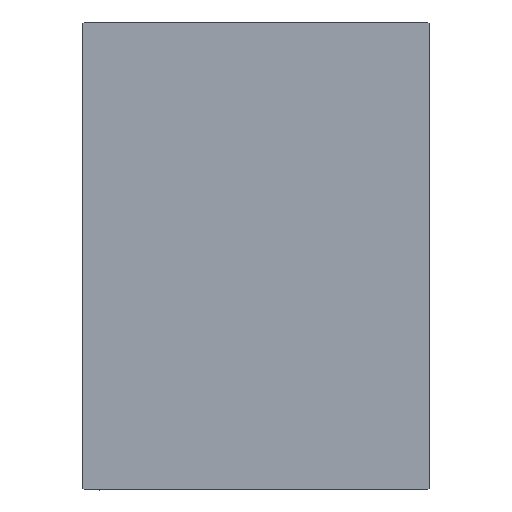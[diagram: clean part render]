
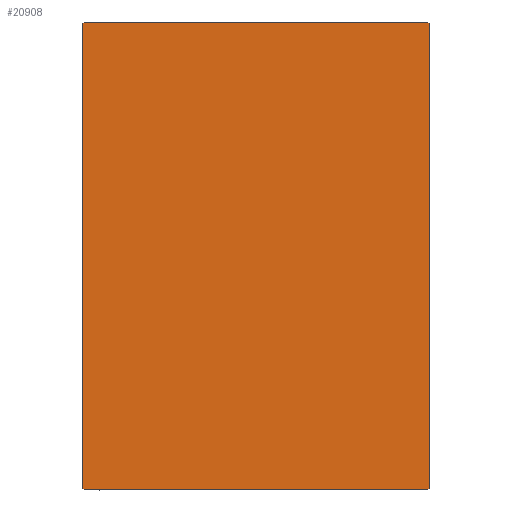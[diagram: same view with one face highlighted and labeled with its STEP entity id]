
A CAD part, left-side view. The second image highlights one B-rep face of the part: STEP entity #20908.
In plain terms, the highlighted face is planar.
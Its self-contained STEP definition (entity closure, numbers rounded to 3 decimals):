
#261 = DIRECTION ( 'NONE',  ( 0., 0.707, -0.707 ) ) ;
#440 = ORIENTED_EDGE ( 'NONE', *, *, #16412, .T. ) ;
#481 = CARTESIAN_POINT ( 'NONE',  ( 88., -36.85, -36.85 ) ) ;
#1272 = VECTOR ( 'NONE', #10290, 1000. ) ;
#1416 = AXIS2_PLACEMENT_3D ( 'NONE', #39167, #22040, #18785 ) ;
#2826 = CARTESIAN_POINT ( 'NONE',  ( 88., 31.2, 42.5 ) ) ;
#3276 = CARTESIAN_POINT ( 'NONE',  ( 88., 36.85, 36.85 ) ) ;
#3333 = VECTOR ( 'NONE', #19654, 1000. ) ;
#3446 = ORIENTED_EDGE ( 'NONE', *, *, #17928, .T. ) ;
#3914 = ORIENTED_EDGE ( 'NONE', *, *, #8271, .T. ) ;
#4022 = LINE ( 'NONE', #30485, #3333 ) ;
#6128 = DIRECTION ( 'NONE',  ( 0., 0., -1. ) ) ;
#7240 = CARTESIAN_POINT ( 'NONE',  ( 88., 31.2, -42.5 ) ) ;
#7624 = VERTEX_POINT ( 'NONE', #2826 ) ;
#8271 = EDGE_CURVE ( 'NONE', #7624, #13423, #9228, .T. ) ;
#8457 = EDGE_CURVE ( 'NONE', #25983, #13822, #4022, .T. ) ;
#8786 = FACE_OUTER_BOUND ( 'NONE', #41000, .T. ) ;
#9228 = LINE ( 'NONE', #32680, #40039 ) ;
#10150 = CARTESIAN_POINT ( 'NONE',  ( 88., 31.5, 42.2 ) ) ;
#10290 = DIRECTION ( 'NONE',  ( 0., 0.707, 0.707 ) ) ;
#11162 = VECTOR ( 'NONE', #261, 1000. ) ;
#12050 = EDGE_CURVE ( 'NONE', #40327, #25983, #36717, .T. ) ;
#13423 = VERTEX_POINT ( 'NONE', #15991 ) ;
#13822 = VERTEX_POINT ( 'NONE', #7240 ) ;
#14238 = DIRECTION ( 'NONE',  ( 0., 0., 1. ) ) ;
#15603 = VERTEX_POINT ( 'NONE', #34817 ) ;
#15991 = CARTESIAN_POINT ( 'NONE',  ( 88., -31.2, 42.5 ) ) ;
#16412 = EDGE_CURVE ( 'NONE', #15603, #38643, #17271, .T. ) ;
#16805 = EDGE_CURVE ( 'NONE', #24469, #40327, #42364, .T. ) ;
#17137 = ORIENTED_EDGE ( 'NONE', *, *, #23426, .T. ) ;
#17271 = LINE ( 'NONE', #26828, #32287 ) ;
#17599 = CARTESIAN_POINT ( 'NONE',  ( 88., -31.5, -42.2 ) ) ;
#17928 = EDGE_CURVE ( 'NONE', #13822, #15603, #36563, .T. ) ;
#18785 = DIRECTION ( 'NONE',  ( 0., 0., -1. ) ) ;
#19654 = DIRECTION ( 'NONE',  ( 0., 1., 0. ) ) ;
#20908 = ADVANCED_FACE ( 'NONE', ( #8786 ), #25924, .T. ) ;
#22040 = DIRECTION ( 'NONE',  ( 1., 0., 0. ) ) ;
#22480 = DIRECTION ( 'NONE',  ( 0., -1., 0. ) ) ;
#22618 = CARTESIAN_POINT ( 'NONE',  ( 88., -31.5, 42.5 ) ) ;
#23328 = CARTESIAN_POINT ( 'NONE',  ( 88., 36.85, -36.85 ) ) ;
#23426 = EDGE_CURVE ( 'NONE', #38643, #7624, #26705, .T. ) ;
#24469 = VERTEX_POINT ( 'NONE', #24947 ) ;
#24712 = ORIENTED_EDGE ( 'NONE', *, *, #31054, .T. ) ;
#24947 = CARTESIAN_POINT ( 'NONE',  ( 88., -31.5, 42.2 ) ) ;
#25924 = PLANE ( 'NONE',  #1416 ) ;
#25983 = VERTEX_POINT ( 'NONE', #40510 ) ;
#26705 = LINE ( 'NONE', #3276, #29874 ) ;
#26828 = CARTESIAN_POINT ( 'NONE',  ( 88., 31.5, -42.5 ) ) ;
#27537 = ORIENTED_EDGE ( 'NONE', *, *, #12050, .T. ) ;
#28413 = ORIENTED_EDGE ( 'NONE', *, *, #8457, .T. ) ;
#29248 = ORIENTED_EDGE ( 'NONE', *, *, #16805, .T. ) ;
#29874 = VECTOR ( 'NONE', #36481, 1000. ) ;
#30485 = CARTESIAN_POINT ( 'NONE',  ( 88., -31.5, -42.5 ) ) ;
#31054 = EDGE_CURVE ( 'NONE', #13423, #24469, #31755, .T. ) ;
#31755 = LINE ( 'NONE', #38476, #36419 ) ;
#32287 = VECTOR ( 'NONE', #14238, 1000. ) ;
#32680 = CARTESIAN_POINT ( 'NONE',  ( 88., 31.5, 42.5 ) ) ;
#34817 = CARTESIAN_POINT ( 'NONE',  ( 88., 31.5, -42.2 ) ) ;
#35216 = DIRECTION ( 'NONE',  ( 0., -0.707, -0.707 ) ) ;
#36419 = VECTOR ( 'NONE', #35216, 1000. ) ;
#36481 = DIRECTION ( 'NONE',  ( 0., -0.707, 0.707 ) ) ;
#36563 = LINE ( 'NONE', #23328, #1272 ) ;
#36717 = LINE ( 'NONE', #481, #11162 ) ;
#37840 = VECTOR ( 'NONE', #6128, 1000. ) ;
#38476 = CARTESIAN_POINT ( 'NONE',  ( 88., -36.85, 36.85 ) ) ;
#38643 = VERTEX_POINT ( 'NONE', #10150 ) ;
#39167 = CARTESIAN_POINT ( 'NONE',  ( 88., 0., 0. ) ) ;
#40039 = VECTOR ( 'NONE', #22480, 1000. ) ;
#40327 = VERTEX_POINT ( 'NONE', #17599 ) ;
#40510 = CARTESIAN_POINT ( 'NONE',  ( 88., -31.2, -42.5 ) ) ;
#41000 = EDGE_LOOP ( 'NONE', ( #28413, #3446, #440, #17137, #3914, #24712, #29248, #27537 ) ) ;
#42364 = LINE ( 'NONE', #22618, #37840 ) ;
